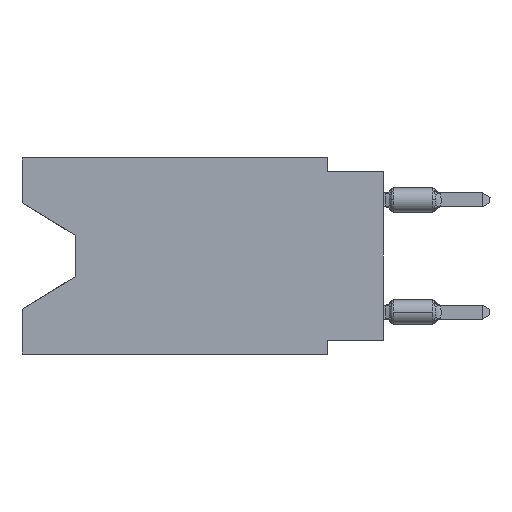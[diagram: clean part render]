
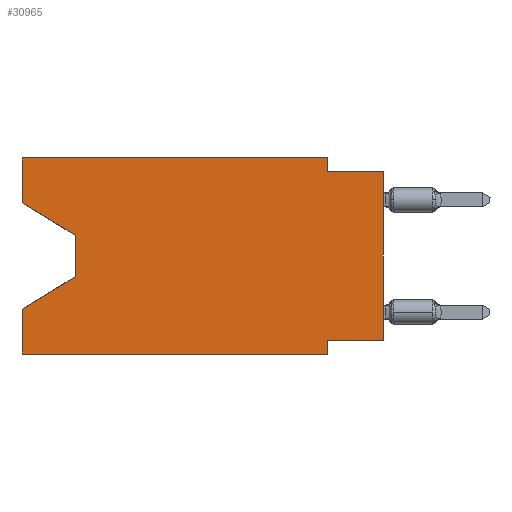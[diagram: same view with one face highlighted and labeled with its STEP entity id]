
A CAD part, left-side view. The second image highlights one B-rep face of the part: STEP entity #30965.
In plain terms, the highlighted planar face has unit normal (-1, 0, 0).
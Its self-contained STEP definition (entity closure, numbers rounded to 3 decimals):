
#382 = LINE ( 'NONE', #34412, #18880 ) ;
#670 = ORIENTED_EDGE ( 'NONE', *, *, #39584, .T. ) ;
#1159 = LINE ( 'NONE', #2402, #5906 ) ;
#1552 = DIRECTION ( 'NONE',  ( 0., 0., 1. ) ) ;
#1942 = DIRECTION ( 'NONE',  ( 0., 0., -1. ) ) ;
#2402 = CARTESIAN_POINT ( 'NONE',  ( 0., 16.383, 0. ) ) ;
#2720 = ORIENTED_EDGE ( 'NONE', *, *, #29082, .F. ) ;
#5016 = LINE ( 'NONE', #31600, #9867 ) ;
#5233 = LINE ( 'NONE', #46687, #36827 ) ;
#5906 = VECTOR ( 'NONE', #14544, 1000. ) ;
#6143 = EDGE_CURVE ( 'NONE', #33739, #9770, #5233, .T. ) ;
#6394 = EDGE_CURVE ( 'NONE', #26270, #33739, #27751, .T. ) ;
#7497 = EDGE_CURVE ( 'NONE', #39924, #27671, #5016, .T. ) ;
#7700 = DIRECTION ( 'NONE',  ( 0., 0., -1. ) ) ;
#8250 = LINE ( 'NONE', #23411, #24385 ) ;
#9177 = ORIENTED_EDGE ( 'NONE', *, *, #30666, .F. ) ;
#9278 = CARTESIAN_POINT ( 'NONE',  ( 0., 0., 0. ) ) ;
#9677 = CARTESIAN_POINT ( 'NONE',  ( 0., 16.383, -8.89 ) ) ;
#9770 = VERTEX_POINT ( 'NONE', #44133 ) ;
#9867 = VECTOR ( 'NONE', #39547, 1000. ) ;
#11126 = EDGE_CURVE ( 'NONE', #47003, #36780, #382, .T. ) ;
#11180 = EDGE_LOOP ( 'NONE', ( #30334, #670, #11917, #42358, #48417, #9177, #2720, #39594, #49009, #45501, #23062, #25696 ) ) ;
#11917 = ORIENTED_EDGE ( 'NONE', *, *, #11126, .T. ) ;
#12165 = FACE_OUTER_BOUND ( 'NONE', #11180, .T. ) ;
#12482 = VECTOR ( 'NONE', #16581, 1000. ) ;
#12845 = CARTESIAN_POINT ( 'NONE',  ( 0., 2.54, 0. ) ) ;
#13729 = VECTOR ( 'NONE', #1942, 1000. ) ;
#14359 = CARTESIAN_POINT ( 'NONE',  ( 0., 0., -8.255 ) ) ;
#14544 = DIRECTION ( 'NONE',  ( 0., -1., 0. ) ) ;
#15530 = VECTOR ( 'NONE', #40063, 1000. ) ;
#15885 = EDGE_CURVE ( 'NONE', #39276, #37219, #16886, .T. ) ;
#16134 = PLANE ( 'NONE',  #39433 ) ;
#16479 = DIRECTION ( 'NONE',  ( 0., 0., 1. ) ) ;
#16581 = DIRECTION ( 'NONE',  ( 0., 0., 1. ) ) ;
#16886 = LINE ( 'NONE', #9677, #17681 ) ;
#17681 = VECTOR ( 'NONE', #46655, 1000. ) ;
#17877 = CARTESIAN_POINT ( 'NONE',  ( 0., 2.54, -8.89 ) ) ;
#18880 = VECTOR ( 'NONE', #37896, 1000. ) ;
#20126 = VECTOR ( 'NONE', #1552, 1000. ) ;
#20166 = CARTESIAN_POINT ( 'NONE',  ( 0., 16.383, 0. ) ) ;
#21322 = EDGE_CURVE ( 'NONE', #46218, #9770, #36106, .T. ) ;
#22299 = LINE ( 'NONE', #14359, #40104 ) ;
#23002 = CARTESIAN_POINT ( 'NONE',  ( 0., 2.54, -0.635 ) ) ;
#23062 = ORIENTED_EDGE ( 'NONE', *, *, #27665, .F. ) ;
#23411 = CARTESIAN_POINT ( 'NONE',  ( 0., 2.54, -8.89 ) ) ;
#24382 = DIRECTION ( 'NONE',  ( 0., -1., 0. ) ) ;
#24385 = VECTOR ( 'NONE', #38548, 1000. ) ;
#25264 = EDGE_CURVE ( 'NONE', #39276, #36780, #46962, .T. ) ;
#25347 = CARTESIAN_POINT ( 'NONE',  ( 0., 16.383, -2.038 ) ) ;
#25696 = ORIENTED_EDGE ( 'NONE', *, *, #36238, .F. ) ;
#26270 = VERTEX_POINT ( 'NONE', #31580 ) ;
#27665 = EDGE_CURVE ( 'NONE', #35984, #26270, #1159, .T. ) ;
#27671 = VERTEX_POINT ( 'NONE', #47813 ) ;
#27751 = LINE ( 'NONE', #12845, #13729 ) ;
#27755 = LINE ( 'NONE', #39181, #12482 ) ;
#28656 = LINE ( 'NONE', #40552, #15530 ) ;
#29082 = EDGE_CURVE ( 'NONE', #46218, #48401, #22299, .T. ) ;
#30334 = ORIENTED_EDGE ( 'NONE', *, *, #7497, .T. ) ;
#30666 = EDGE_CURVE ( 'NONE', #48401, #37219, #8250, .T. ) ;
#30965 = ADVANCED_FACE ( 'NONE', ( #12165 ), #16134, .F. ) ;
#31294 = CARTESIAN_POINT ( 'NONE',  ( 0., 16.383, 0. ) ) ;
#31580 = CARTESIAN_POINT ( 'NONE',  ( 0., 2.54, 0. ) ) ;
#31600 = CARTESIAN_POINT ( 'NONE',  ( 0., 16.383, -2.038 ) ) ;
#32680 = CARTESIAN_POINT ( 'NONE',  ( 0., 16.383, -8.89 ) ) ;
#33242 = DIRECTION ( 'NONE',  ( 0., 1., 0. ) ) ;
#33739 = VERTEX_POINT ( 'NONE', #23002 ) ;
#34375 = VECTOR ( 'NONE', #16479, 1000. ) ;
#34412 = CARTESIAN_POINT ( 'NONE',  ( 0., 13.97, -5.385 ) ) ;
#35984 = VERTEX_POINT ( 'NONE', #43216 ) ;
#36106 = LINE ( 'NONE', #9278, #34375 ) ;
#36238 = EDGE_CURVE ( 'NONE', #39924, #35984, #27755, .T. ) ;
#36780 = VERTEX_POINT ( 'NONE', #36879 ) ;
#36827 = VECTOR ( 'NONE', #24382, 1000. ) ;
#36879 = CARTESIAN_POINT ( 'NONE',  ( 0., 16.383, -6.852 ) ) ;
#37091 = CARTESIAN_POINT ( 'NONE',  ( 0., 13.97, -5.385 ) ) ;
#37219 = VERTEX_POINT ( 'NONE', #17877 ) ;
#37896 = DIRECTION ( 'NONE',  ( 0., 0.855, -0.519 ) ) ;
#38548 = DIRECTION ( 'NONE',  ( 0., 0., -1. ) ) ;
#39181 = CARTESIAN_POINT ( 'NONE',  ( 0., 16.383, 0. ) ) ;
#39276 = VERTEX_POINT ( 'NONE', #32680 ) ;
#39433 = AXIS2_PLACEMENT_3D ( 'NONE', #31294, #46406, #7700 ) ;
#39547 = DIRECTION ( 'NONE',  ( 0., -0.855, -0.519 ) ) ;
#39584 = EDGE_CURVE ( 'NONE', #27671, #47003, #28656, .T. ) ;
#39594 = ORIENTED_EDGE ( 'NONE', *, *, #21322, .T. ) ;
#39924 = VERTEX_POINT ( 'NONE', #25347 ) ;
#39998 = CARTESIAN_POINT ( 'NONE',  ( 0., 2.54, -8.255 ) ) ;
#40063 = DIRECTION ( 'NONE',  ( 0., 0., -1. ) ) ;
#40104 = VECTOR ( 'NONE', #33242, 1000. ) ;
#40552 = CARTESIAN_POINT ( 'NONE',  ( 0., 13.97, -3.505 ) ) ;
#42358 = ORIENTED_EDGE ( 'NONE', *, *, #25264, .F. ) ;
#43216 = CARTESIAN_POINT ( 'NONE',  ( 0., 16.383, 0. ) ) ;
#44133 = CARTESIAN_POINT ( 'NONE',  ( 0., 0., -0.635 ) ) ;
#44635 = CARTESIAN_POINT ( 'NONE',  ( 0., 0., -8.255 ) ) ;
#45501 = ORIENTED_EDGE ( 'NONE', *, *, #6394, .F. ) ;
#46218 = VERTEX_POINT ( 'NONE', #44635 ) ;
#46406 = DIRECTION ( 'NONE',  ( 1., 0., 0. ) ) ;
#46655 = DIRECTION ( 'NONE',  ( 0., -1., 0. ) ) ;
#46687 = CARTESIAN_POINT ( 'NONE',  ( 0., 0., -0.635 ) ) ;
#46962 = LINE ( 'NONE', #20166, #20126 ) ;
#47003 = VERTEX_POINT ( 'NONE', #37091 ) ;
#47813 = CARTESIAN_POINT ( 'NONE',  ( 0., 13.97, -3.505 ) ) ;
#48401 = VERTEX_POINT ( 'NONE', #39998 ) ;
#48417 = ORIENTED_EDGE ( 'NONE', *, *, #15885, .T. ) ;
#49009 = ORIENTED_EDGE ( 'NONE', *, *, #6143, .F. ) ;
